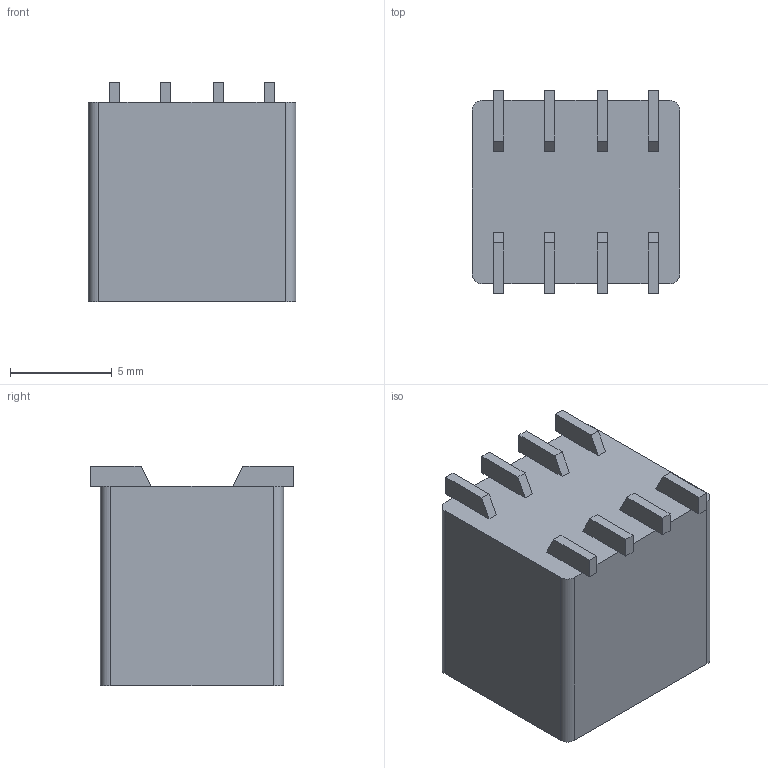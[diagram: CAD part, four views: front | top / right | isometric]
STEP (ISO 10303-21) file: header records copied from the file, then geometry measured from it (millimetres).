
FILE_DESCRIPTION((''),'2;1');
FILE_NAME('CMF-SD10','2012-08-24T',('ryans'),('Bourns, Inc.'),'PRO/ENGINEER BY PARAMETRIC TECHNOLOGY CORPORATION, 2010100','PRO/ENGINEER BY PARAMETRIC TECHNOLOGY CORPORATION, 2010100','');
FILE_SCHEMA(('CONFIG_CONTROL_DESIGN'));
Length unit declared in the file: millimetre
Products named in the file (1): CMF-SD10
Bounding box: 10.2 x 10 x 10.8 mm (x, y, z)
Volume: 908.5 mm3; surface area: 605.6 mm2
Topology: 1 solids, 1 shells, 58 faces, 152 edges, 96 vertices
Faces by surface type: plane 54, cylinder 4
Entity records: 1774 total; most frequent: CARTESIAN_POINT 306, ORIENTED_EDGE 304, DIRECTION 276, EDGE_CURVE 152, VECTOR 144, LINE 144, VERTEX_POINT 96, AXIS2_PLACEMENT_3D 66
